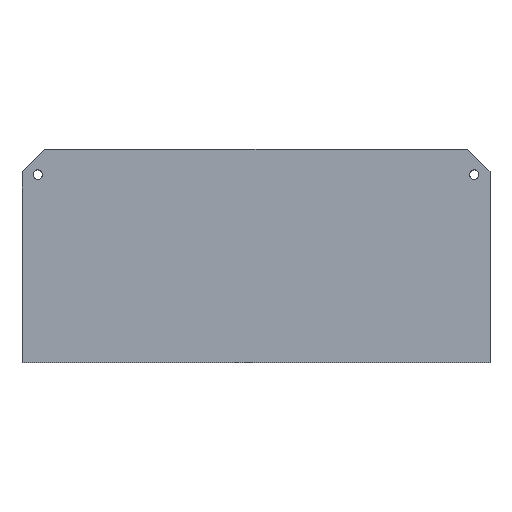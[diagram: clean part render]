
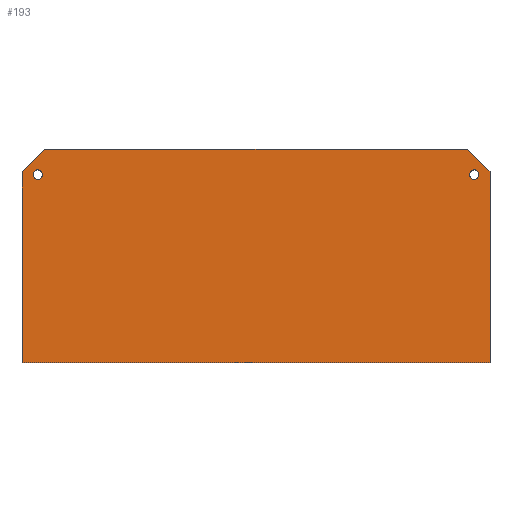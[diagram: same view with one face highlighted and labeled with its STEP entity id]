
A CAD part, top view. The second image highlights one B-rep face of the part: STEP entity #193.
In plain terms, the highlighted planar face has unit normal (0, 0, 1).
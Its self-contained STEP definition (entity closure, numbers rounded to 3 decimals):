
#15=FACE_BOUND('',#44,.T.);
#16=FACE_BOUND('',#45,.T.);
#19=CIRCLE('',#217,3.);
#21=CIRCLE('',#220,3.);
#33=FACE_OUTER_BOUND('',#43,.T.);
#43=EDGE_LOOP('',(#161,#162,#163,#164,#165,#166));
#44=EDGE_LOOP('',(#167));
#45=EDGE_LOOP('',(#168));
#52=LINE('',#288,#72);
#56=LINE('',#305,#76);
#59=LINE('',#311,#79);
#62=LINE('',#317,#82);
#65=LINE('',#323,#85);
#68=LINE('',#327,#88);
#72=VECTOR('',#236,10.);
#76=VECTOR('',#254,10.);
#79=VECTOR('',#259,10.);
#82=VECTOR('',#264,10.);
#85=VECTOR('',#269,10.);
#88=VECTOR('',#274,10.);
#89=VERTEX_POINT('',#281);
#92=VERTEX_POINT('',#286);
#93=VERTEX_POINT('',#290);
#95=VERTEX_POINT('',#296);
#98=VERTEX_POINT('',#304);
#100=VERTEX_POINT('',#310);
#102=VERTEX_POINT('',#316);
#104=VERTEX_POINT('',#322);
#108=EDGE_CURVE('',#92,#89,#52,.T.);
#109=EDGE_CURVE('',#93,#93,#19,.T.);
#112=EDGE_CURVE('',#95,#95,#21,.T.);
#116=EDGE_CURVE('',#98,#89,#56,.T.);
#119=EDGE_CURVE('',#100,#98,#59,.T.);
#122=EDGE_CURVE('',#102,#100,#62,.T.);
#125=EDGE_CURVE('',#104,#102,#65,.T.);
#128=EDGE_CURVE('',#104,#92,#68,.T.);
#161=ORIENTED_EDGE('',*,*,#128,.F.);
#162=ORIENTED_EDGE('',*,*,#125,.T.);
#163=ORIENTED_EDGE('',*,*,#122,.T.);
#164=ORIENTED_EDGE('',*,*,#119,.T.);
#165=ORIENTED_EDGE('',*,*,#116,.T.);
#166=ORIENTED_EDGE('',*,*,#108,.F.);
#167=ORIENTED_EDGE('',*,*,#112,.T.);
#168=ORIENTED_EDGE('',*,*,#109,.T.);
#183=PLANE('',#227);
#193=ADVANCED_FACE('',(#33,#15,#16),#183,.T.);
#217=AXIS2_PLACEMENT_3D('',#291,#239,#240);
#220=AXIS2_PLACEMENT_3D('',#297,#246,#247);
#227=AXIS2_PLACEMENT_3D('',#328,#275,#276);
#236=DIRECTION('',(-1.,0.,0.));
#239=DIRECTION('center_axis',(0.,0.,-1.));
#240=DIRECTION('ref_axis',(-1.,0.,0.));
#246=DIRECTION('center_axis',(0.,0.,-1.));
#247=DIRECTION('ref_axis',(-1.,0.,0.));
#254=DIRECTION('',(0.,-1.,0.));
#259=DIRECTION('',(-0.707,-0.707,0.));
#264=DIRECTION('',(-1.,0.,0.));
#269=DIRECTION('',(-0.707,0.707,0.));
#274=DIRECTION('',(0.,-1.,0.));
#275=DIRECTION('center_axis',(0.,0.,1.));
#276=DIRECTION('ref_axis',(1.,0.,0.));
#281=CARTESIAN_POINT('',(0.,-112.321,4.8));
#286=CARTESIAN_POINT('',(299.35,-112.321,4.8));
#288=CARTESIAN_POINT('',(299.35,-112.321,4.8));
#290=CARTESIAN_POINT('',(292.25,8.,4.8));
#291=CARTESIAN_POINT('Origin',(289.25,8.,4.8));
#296=CARTESIAN_POINT('',(13.1,8.,4.8));
#297=CARTESIAN_POINT('Origin',(10.1,8.,4.8));
#304=CARTESIAN_POINT('',(0.,9.712,4.8));
#305=CARTESIAN_POINT('',(0.,9.712,4.8));
#310=CARTESIAN_POINT('',(14.5,24.212,4.8));
#311=CARTESIAN_POINT('',(14.5,24.212,4.8));
#316=CARTESIAN_POINT('',(284.85,24.212,4.8));
#317=CARTESIAN_POINT('',(284.85,24.212,4.8));
#322=CARTESIAN_POINT('',(299.35,9.712,4.8));
#323=CARTESIAN_POINT('',(299.35,9.712,4.8));
#327=CARTESIAN_POINT('',(299.35,0.,4.8));
#328=CARTESIAN_POINT('Origin',(149.675,12.106,4.8));
